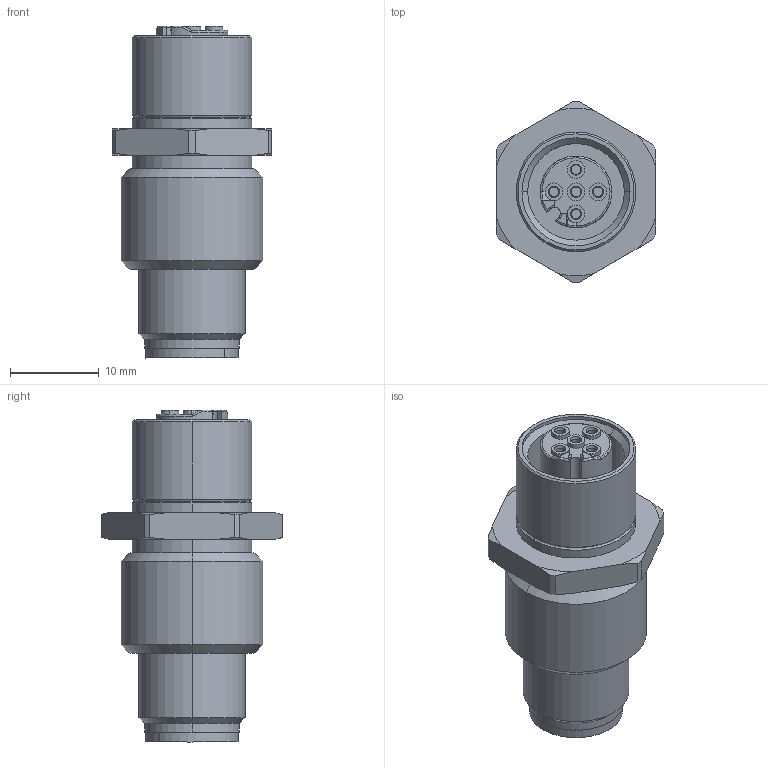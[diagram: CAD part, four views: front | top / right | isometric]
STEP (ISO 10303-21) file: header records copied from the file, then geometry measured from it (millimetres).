
FILE_DESCRIPTION(('SolidDesigner STEP Export'),'2;1');
FILE_NAME('1551671.stp','2020-01-20T 9:00:58',(''),(''),'Creo Elements/Direct Modeling STEP processor for AP214 (Solid Model)','Creo Elements/Direct Modeling 20.1 10-Mar-2018 (C) Parametric Technology GmbH','');
FILE_SCHEMA(('AUTOMOTIVE_DESIGN { 1 0 10303 214 1 1 1 1 }'));
Length unit declared in the file: millimetre
Products named in the file (1): 1551671
Bounding box: 18 x 20.4 x 37.5 mm (x, y, z)
Volume: 5121.3 mm3; surface area: 3164.5 mm2
Topology: 1 solids, 1 shells, 185 faces, 464 edges, 294 vertices
Faces by surface type: cylinder 75, cone 42, plane 42, sphere 13, torus 11, bspline 2
Entity records: 6588 total; most frequent: CARTESIAN_POINT 1054, ORIENTED_EDGE 902, DIRECTION 808, EDGE_CURVE 451, AXIS2_PLACEMENT_3D 330, VERTEX_POINT 294, EDGE_LOOP 211, COLOUR_RGB 186
